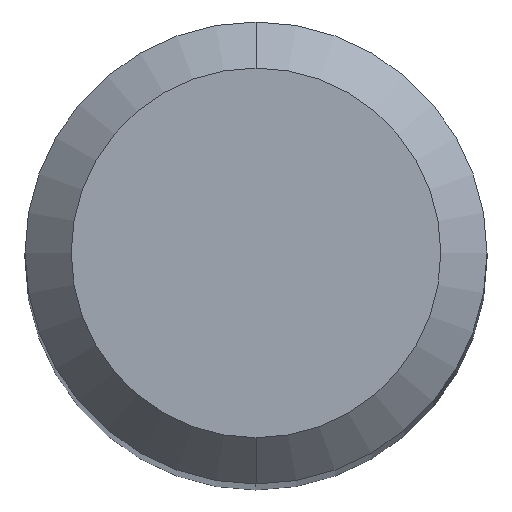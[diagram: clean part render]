
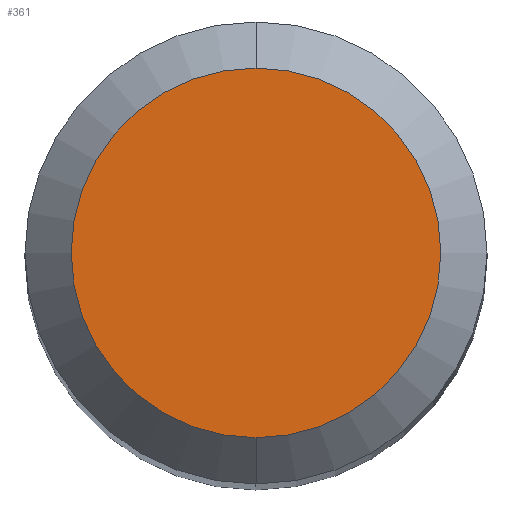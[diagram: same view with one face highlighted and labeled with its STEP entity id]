
A CAD part, top view. The second image highlights one B-rep face of the part: STEP entity #361.
In plain terms, the highlighted planar face has unit normal (0, 0, 1).
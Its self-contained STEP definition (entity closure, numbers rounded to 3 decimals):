
#74 = CIRCLE ( 'NONE', #317, 1.6 ) ;
#75 = DIRECTION ( 'NONE',  ( 0., 1., 0. ) ) ;
#97 = VERTEX_POINT ( 'NONE', #291 ) ;
#100 = EDGE_CURVE ( 'NONE', #97, #275, #74, .T. ) ;
#112 = CARTESIAN_POINT ( 'NONE',  ( 0., 0., 40. ) ) ;
#115 = DIRECTION ( 'NONE',  ( 0., 0., -1. ) ) ;
#125 = EDGE_CURVE ( 'NONE', #275, #97, #153, .T. ) ;
#138 = FACE_OUTER_BOUND ( 'NONE', #195, .T. ) ;
#145 = AXIS2_PLACEMENT_3D ( 'NONE', #276, #336, #75 ) ;
#153 = CIRCLE ( 'NONE', #234, 1.6 ) ;
#164 = ORIENTED_EDGE ( 'NONE', *, *, #100, .F. ) ;
#178 = ORIENTED_EDGE ( 'NONE', *, *, #125, .F. ) ;
#195 = EDGE_LOOP ( 'NONE', ( #178, #164 ) ) ;
#203 = CARTESIAN_POINT ( 'NONE',  ( 0., 1.6, 40. ) ) ;
#211 = PLANE ( 'NONE',  #145 ) ;
#228 = CARTESIAN_POINT ( 'NONE',  ( 0., 0., 40. ) ) ;
#234 = AXIS2_PLACEMENT_3D ( 'NONE', #112, #285, #253 ) ;
#253 = DIRECTION ( 'NONE',  ( 0., 1., 0. ) ) ;
#255 = DIRECTION ( 'NONE',  ( 0., 1., 0. ) ) ;
#275 = VERTEX_POINT ( 'NONE', #203 ) ;
#276 = CARTESIAN_POINT ( 'NONE',  ( 0., 0., 40. ) ) ;
#285 = DIRECTION ( 'NONE',  ( 0., 0., -1. ) ) ;
#291 = CARTESIAN_POINT ( 'NONE',  ( 0., -1.6, 40. ) ) ;
#317 = AXIS2_PLACEMENT_3D ( 'NONE', #228, #115, #255 ) ;
#336 = DIRECTION ( 'NONE',  ( 0., 0., -1. ) ) ;
#361 = ADVANCED_FACE ( 'NONE', ( #138 ), #211, .F. ) ;
